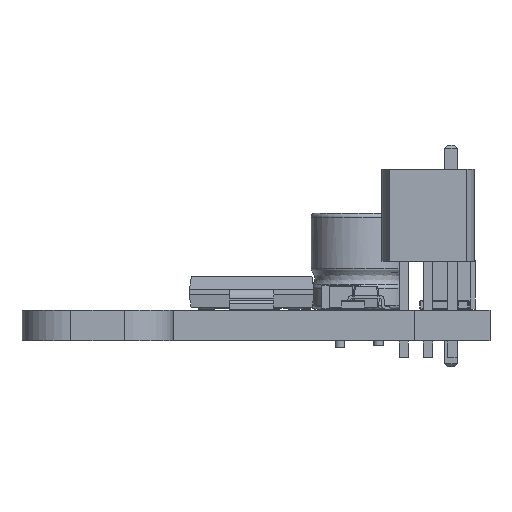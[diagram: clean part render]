
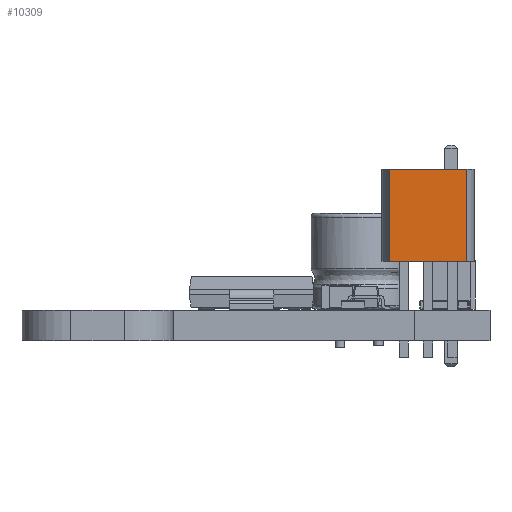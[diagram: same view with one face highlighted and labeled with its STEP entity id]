
A CAD part, left-side view. The second image highlights one B-rep face of the part: STEP entity #10309.
In plain terms, the highlighted face is planar.
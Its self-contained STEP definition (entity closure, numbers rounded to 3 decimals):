
#10309 = ADVANCED_FACE('',(#10310),#10324,.F.);
#10310 = FACE_BOUND('',#10311,.F.);
#10311 = EDGE_LOOP('',(#10312,#10347,#10375,#10398));
#10312 = ORIENTED_EDGE('',*,*,#10313,.T.);
#10313 = EDGE_CURVE('',#10314,#10316,#10318,.T.);
#10314 = VERTEX_POINT('',#10315);
#10315 = CARTESIAN_POINT('',(-0.746,-1.33,2.5));
#10316 = VERTEX_POINT('',#10317);
#10317 = CARTESIAN_POINT('',(-0.746,-1.33,7.3));
#10318 = SURFACE_CURVE('',#10319,(#10323,#10335),.PCURVE_S1.);
#10319 = LINE('',#10320,#10321);
#10320 = CARTESIAN_POINT('',(-0.746,-1.33,2.5));
#10321 = VECTOR('',#10322,1.);
#10322 = DIRECTION('',(0.,0.,1.));
#10323 = PCURVE('',#10324,#10329);
#10324 = PLANE('',#10325);
#10325 = AXIS2_PLACEMENT_3D('',#10326,#10327,#10328);
#10326 = CARTESIAN_POINT('',(-0.746,-1.33,2.5));
#10327 = DIRECTION('',(0.,1.,0.));
#10328 = DIRECTION('',(1.,0.,0.));
#10329 = DEFINITIONAL_REPRESENTATION('',(#10330),#10334);
#10330 = LINE('',#10331,#10332);
#10331 = CARTESIAN_POINT('',(0.,0.));
#10332 = VECTOR('',#10333,1.);
#10333 = DIRECTION('',(0.,-1.));
#10334 = ( GEOMETRIC_REPRESENTATION_CONTEXT(2) 
PARAMETRIC_REPRESENTATION_CONTEXT() REPRESENTATION_CONTEXT('2D SPACE',''
  ) );
#10335 = PCURVE('',#10336,#10341);
#10336 = CYLINDRICAL_SURFACE('',#10337,2.415);
#10337 = AXIS2_PLACEMENT_3D('',#10338,#10339,#10340);
#10338 = CARTESIAN_POINT('',(1.27,0.,2.5));
#10339 = DIRECTION('',(0.,0.,-1.));
#10340 = DIRECTION('',(1.,0.,0.));
#10341 = DEFINITIONAL_REPRESENTATION('',(#10342),#10346);
#10342 = LINE('',#10343,#10344);
#10343 = CARTESIAN_POINT('',(2.558,0.));
#10344 = VECTOR('',#10345,1.);
#10345 = DIRECTION('',(0.,-1.));
#10346 = ( GEOMETRIC_REPRESENTATION_CONTEXT(2) 
PARAMETRIC_REPRESENTATION_CONTEXT() REPRESENTATION_CONTEXT('2D SPACE',''
  ) );
#10347 = ORIENTED_EDGE('',*,*,#10348,.T.);
#10348 = EDGE_CURVE('',#10316,#10349,#10351,.T.);
#10349 = VERTEX_POINT('',#10350);
#10350 = CARTESIAN_POINT('',(3.286,-1.33,7.3));
#10351 = SURFACE_CURVE('',#10352,(#10356,#10363),.PCURVE_S1.);
#10352 = LINE('',#10353,#10354);
#10353 = CARTESIAN_POINT('',(-0.746,-1.33,7.3));
#10354 = VECTOR('',#10355,1.);
#10355 = DIRECTION('',(1.,0.,0.));
#10356 = PCURVE('',#10324,#10357);
#10357 = DEFINITIONAL_REPRESENTATION('',(#10358),#10362);
#10358 = LINE('',#10359,#10360);
#10359 = CARTESIAN_POINT('',(0.,-4.8));
#10360 = VECTOR('',#10361,1.);
#10361 = DIRECTION('',(1.,0.));
#10362 = ( GEOMETRIC_REPRESENTATION_CONTEXT(2) 
PARAMETRIC_REPRESENTATION_CONTEXT() REPRESENTATION_CONTEXT('2D SPACE',''
  ) );
#10363 = PCURVE('',#10364,#10369);
#10364 = PLANE('',#10365);
#10365 = AXIS2_PLACEMENT_3D('',#10366,#10367,#10368);
#10366 = CARTESIAN_POINT('',(-0.746,-1.33,7.3));
#10367 = DIRECTION('',(0.,0.,-1.));
#10368 = DIRECTION('',(-1.,0.,0.));
#10369 = DEFINITIONAL_REPRESENTATION('',(#10370),#10374);
#10370 = LINE('',#10371,#10372);
#10371 = CARTESIAN_POINT('',(0.,0.));
#10372 = VECTOR('',#10373,1.);
#10373 = DIRECTION('',(-1.,0.));
#10374 = ( GEOMETRIC_REPRESENTATION_CONTEXT(2) 
PARAMETRIC_REPRESENTATION_CONTEXT() REPRESENTATION_CONTEXT('2D SPACE',''
  ) );
#10375 = ORIENTED_EDGE('',*,*,#10376,.F.);
#10376 = EDGE_CURVE('',#10377,#10349,#10379,.T.);
#10377 = VERTEX_POINT('',#10378);
#10378 = CARTESIAN_POINT('',(3.286,-1.33,2.5));
#10379 = SURFACE_CURVE('',#10380,(#10384,#10391),.PCURVE_S1.);
#10380 = LINE('',#10381,#10382);
#10381 = CARTESIAN_POINT('',(3.286,-1.33,2.5));
#10382 = VECTOR('',#10383,1.);
#10383 = DIRECTION('',(0.,0.,1.));
#10384 = PCURVE('',#10324,#10385);
#10385 = DEFINITIONAL_REPRESENTATION('',(#10386),#10390);
#10386 = LINE('',#10387,#10388);
#10387 = CARTESIAN_POINT('',(4.032,0.));
#10388 = VECTOR('',#10389,1.);
#10389 = DIRECTION('',(0.,-1.));
#10390 = ( GEOMETRIC_REPRESENTATION_CONTEXT(2) 
PARAMETRIC_REPRESENTATION_CONTEXT() REPRESENTATION_CONTEXT('2D SPACE',''
  ) );
#10391 = PCURVE('',#10336,#10392);
#10392 = DEFINITIONAL_REPRESENTATION('',(#10393),#10397);
#10393 = LINE('',#10394,#10395);
#10394 = CARTESIAN_POINT('',(6.866,0.));
#10395 = VECTOR('',#10396,1.);
#10396 = DIRECTION('',(0.,-1.));
#10397 = ( GEOMETRIC_REPRESENTATION_CONTEXT(2) 
PARAMETRIC_REPRESENTATION_CONTEXT() REPRESENTATION_CONTEXT('2D SPACE',''
  ) );
#10398 = ORIENTED_EDGE('',*,*,#10399,.F.);
#10399 = EDGE_CURVE('',#10314,#10377,#10400,.T.);
#10400 = SURFACE_CURVE('',#10401,(#10405,#10412),.PCURVE_S1.);
#10401 = LINE('',#10402,#10403);
#10402 = CARTESIAN_POINT('',(-0.746,-1.33,2.5));
#10403 = VECTOR('',#10404,1.);
#10404 = DIRECTION('',(1.,0.,0.));
#10405 = PCURVE('',#10324,#10406);
#10406 = DEFINITIONAL_REPRESENTATION('',(#10407),#10411);
#10407 = LINE('',#10408,#10409);
#10408 = CARTESIAN_POINT('',(0.,0.));
#10409 = VECTOR('',#10410,1.);
#10410 = DIRECTION('',(1.,0.));
#10411 = ( GEOMETRIC_REPRESENTATION_CONTEXT(2) 
PARAMETRIC_REPRESENTATION_CONTEXT() REPRESENTATION_CONTEXT('2D SPACE',''
  ) );
#10412 = PCURVE('',#10413,#10418);
#10413 = PLANE('',#10414);
#10414 = AXIS2_PLACEMENT_3D('',#10415,#10416,#10417);
#10415 = CARTESIAN_POINT('',(-0.746,-1.33,2.5));
#10416 = DIRECTION('',(0.,0.,-1.));
#10417 = DIRECTION('',(-1.,0.,0.));
#10418 = DEFINITIONAL_REPRESENTATION('',(#10419),#10423);
#10419 = LINE('',#10420,#10421);
#10420 = CARTESIAN_POINT('',(0.,0.));
#10421 = VECTOR('',#10422,1.);
#10422 = DIRECTION('',(-1.,0.));
#10423 = ( GEOMETRIC_REPRESENTATION_CONTEXT(2) 
PARAMETRIC_REPRESENTATION_CONTEXT() REPRESENTATION_CONTEXT('2D SPACE',''
  ) );
